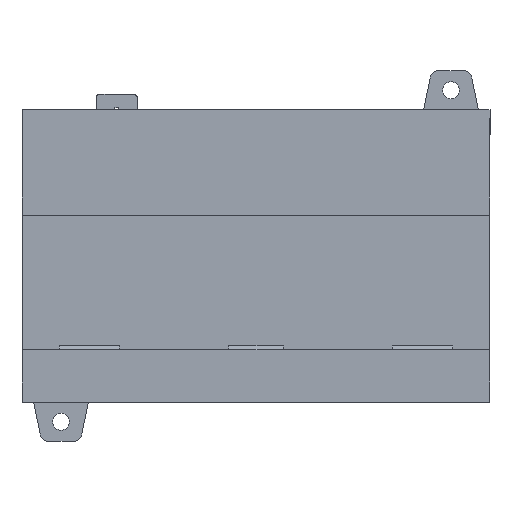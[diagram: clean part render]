
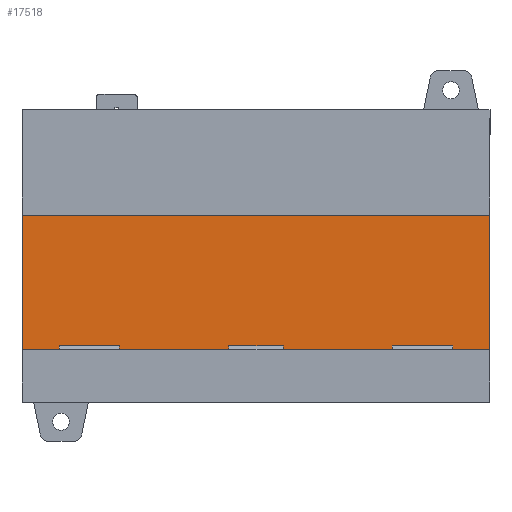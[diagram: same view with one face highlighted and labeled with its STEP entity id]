
A CAD part, front view. The second image highlights one B-rep face of the part: STEP entity #17518.
In plain terms, the highlighted planar face has unit normal (0, -1, 0).
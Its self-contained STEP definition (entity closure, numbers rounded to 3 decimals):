
#17517 = EDGE_CURVE ( 'NONE', #19585, #18727, #28020, .T. ) ;
#17518 = ADVANCED_FACE ( 'NONE', ( #28016 ), #28061, .T. ) ;
#17519 = EDGE_LOOP ( 'NONE', ( #17520, #17522, #17523, #17524 ) ) ;
#17520 = ORIENTED_EDGE ( 'NONE', *, *, #17521, .T. ) ;
#17521 = EDGE_CURVE ( 'NONE', #19609, #18709, #28055, .T. ) ;
#17522 = ORIENTED_EDGE ( 'NONE', *, *, #18708, .F. ) ;
#17523 = ORIENTED_EDGE ( 'NONE', *, *, #17517, .F. ) ;
#17524 = ORIENTED_EDGE ( 'NONE', *, *, #19569, .T. ) ;
#18708 = EDGE_CURVE ( 'NONE', #18727, #18709, #30736, .T. ) ;
#18709 = VERTEX_POINT ( 'NONE', #30732 ) ;
#18727 = VERTEX_POINT ( 'NONE', #30764 ) ;
#19569 = EDGE_CURVE ( 'NONE', #19585, #19609, #33140, .T. ) ;
#19585 = VERTEX_POINT ( 'NONE', #33120 ) ;
#19609 = VERTEX_POINT ( 'NONE', #33201 ) ;
#28016 = FACE_OUTER_BOUND ( 'NONE', #17519, .T. ) ;
#28017 = DIRECTION ( 'NONE',  ( 1., 0., 0. ) ) ;
#28018 = VECTOR ( 'NONE', #28017, 1000. ) ;
#28019 = CARTESIAN_POINT ( 'NONE',  ( -23.168, -33.112, 69.832 ) ) ;
#28020 = LINE ( 'NONE', #28019, #28018 ) ;
#28052 = DIRECTION ( 'NONE',  ( 1., 0., 0. ) ) ;
#28053 = VECTOR ( 'NONE', #28052, 1000. ) ;
#28054 = CARTESIAN_POINT ( 'NONE',  ( -23.168, -33.112, 34.332 ) ) ;
#28055 = LINE ( 'NONE', #28054, #28053 ) ;
#28057 = DIRECTION ( 'NONE',  ( -1., 0., 0. ) ) ;
#28058 = DIRECTION ( 'NONE',  ( 0., -1., 0. ) ) ;
#28059 = CARTESIAN_POINT ( 'NONE',  ( -23.168, -33.112, 59.332 ) ) ;
#28060 = AXIS2_PLACEMENT_3D ( 'NONE', #28059, #28058, #28057 ) ;
#28061 = PLANE ( 'NONE',  #28060 ) ;
#30732 = CARTESIAN_POINT ( 'NONE',  ( 96.832, -33.112, 34.332 ) ) ;
#30733 = DIRECTION ( 'NONE',  ( 0., 0., -1. ) ) ;
#30734 = VECTOR ( 'NONE', #30733, 1000. ) ;
#30735 = CARTESIAN_POINT ( 'NONE',  ( 96.832, -33.112, 59.332 ) ) ;
#30736 = LINE ( 'NONE', #30735, #30734 ) ;
#30764 = CARTESIAN_POINT ( 'NONE',  ( 96.832, -33.112, 69.832 ) ) ;
#33120 = CARTESIAN_POINT ( 'NONE',  ( -23.168, -33.112, 69.832 ) ) ;
#33137 = DIRECTION ( 'NONE',  ( 0., 0., -1. ) ) ;
#33138 = VECTOR ( 'NONE', #33137, 1000. ) ;
#33139 = CARTESIAN_POINT ( 'NONE',  ( -23.168, -33.112, 59.332 ) ) ;
#33140 = LINE ( 'NONE', #33139, #33138 ) ;
#33201 = CARTESIAN_POINT ( 'NONE',  ( -23.168, -33.112, 34.332 ) ) ;
